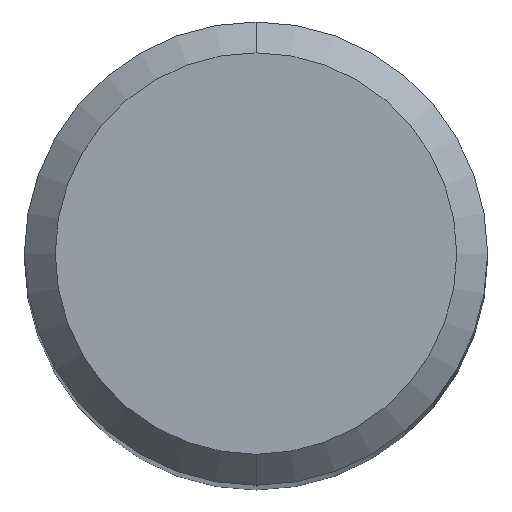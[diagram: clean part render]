
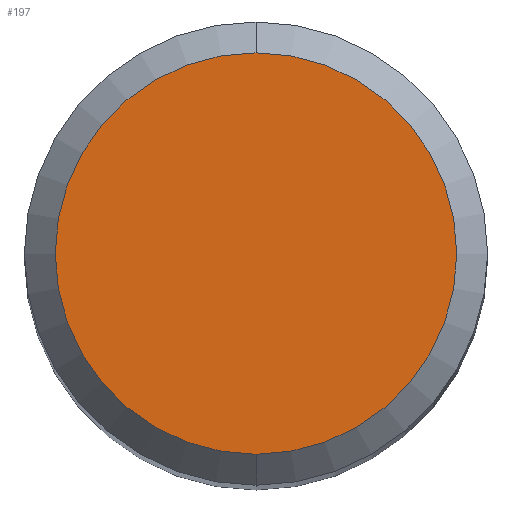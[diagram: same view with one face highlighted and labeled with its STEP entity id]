
A CAD part, top view. The second image highlights one B-rep face of the part: STEP entity #197.
In plain terms, the highlighted planar face has unit normal (0, 0, 1).
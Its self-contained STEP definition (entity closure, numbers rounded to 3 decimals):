
#141=EDGE_CURVE('',#213,#227,#296,.T.);
#189=EDGE_CURVE('',#227,#213,#352,.T.);
#197=ADVANCED_FACE('',(#361),#362,.T.);
#213=VERTEX_POINT('',#380);
#227=VERTEX_POINT('',#395);
#296=CIRCLE('',#467,2.6);
#352=CIRCLE('',#539,2.6);
#361=FACE_OUTER_BOUND('',#551,.T.);
#362=PLANE('',#552);
#380=CARTESIAN_POINT('',(0.,-2.6,0.0));
#395=CARTESIAN_POINT('',(0.0,2.6,0.0));
#467=AXIS2_PLACEMENT_3D('',#656,#657,#658);
#539=AXIS2_PLACEMENT_3D('',#735,#736,#737);
#551=EDGE_LOOP('',(#751,#752));
#552=AXIS2_PLACEMENT_3D('',#753,#754,#755);
#656=CARTESIAN_POINT('',(0.0,0.0,0.0));
#657=DIRECTION('',(0.0,0.0,-1.0));
#658=DIRECTION('',(0.0,1.0,0.0));
#735=CARTESIAN_POINT('',(0.0,0.0,0.0));
#736=DIRECTION('',(0.0,0.0,-1.0));
#737=DIRECTION('',(0.0,1.0,0.0));
#751=ORIENTED_EDGE('',*,*,#189,.F.);
#752=ORIENTED_EDGE('',*,*,#141,.F.);
#753=CARTESIAN_POINT('',(0.0,1.3,0.0));
#754=DIRECTION('',(-0.0,0.0,1.0));
#755=DIRECTION('',(0.0,-1.0,0.0));
